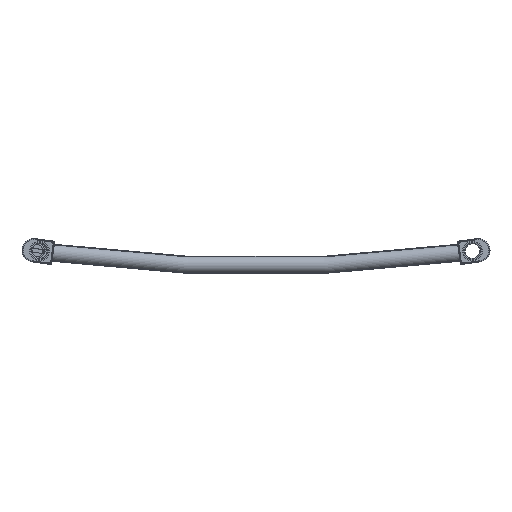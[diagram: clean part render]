
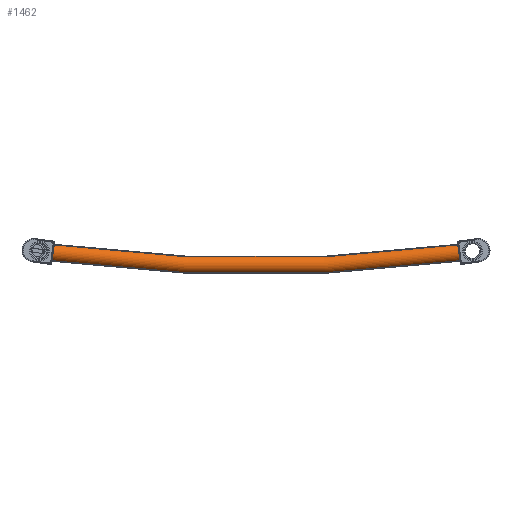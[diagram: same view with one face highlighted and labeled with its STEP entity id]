
A CAD part, front view. The second image highlights one B-rep face of the part: STEP entity #1462.
In plain terms, the highlighted toroidal (fillet/blend) face has major radius 1964.78 mm and minor radius 11 mm.
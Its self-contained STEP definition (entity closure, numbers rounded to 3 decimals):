
#1354=CARTESIAN_POINT('',(261.725,0.,0.));
#1355=DIRECTION('',(-0.991,0.133,0.));
#1356=DIRECTION('',(-0.133,-0.991,0.));
#1357=AXIS2_PLACEMENT_3D('',#1354,#1355,#1356);
#1374=CARTESIAN_POINT('',(0.,-1947.269,0.));
#1375=DIRECTION('',(0.,0.,1.));
#1376=DIRECTION('',(0.133,0.991,0.));
#1377=AXIS2_PLACEMENT_3D('',#1374,#1375,#1376);
#1379=CARTESIAN_POINT('',(0.,-1947.269,0.));
#1380=DIRECTION('',(0.,0.,1.));
#1381=DIRECTION('',(0.133,0.991,0.));
#1382=AXIS2_PLACEMENT_3D('',#1379,#1380,#1381);
#1384=CARTESIAN_POINT('',(-261.725,0.,0.));
#1385=DIRECTION('',(-0.991,-0.133,0.));
#1386=DIRECTION('',(0.133,-0.991,0.));
#1387=AXIS2_PLACEMENT_3D('',#1384,#1385,#1386);
#1414=CARTESIAN_POINT('',(260.26,-10.902,0.));
#1415=CARTESIAN_POINT('',(263.19,10.902,0.));
#1416=VERTEX_POINT('',#1414);
#1417=VERTEX_POINT('',#1415);
#1418=CARTESIAN_POINT('',(-260.26,-10.902,0.));
#1419=CARTESIAN_POINT('',(-263.19,10.902,0.));
#1420=VERTEX_POINT('',#1418);
#1421=VERTEX_POINT('',#1419);
#1448=CARTESIAN_POINT('',(0.,-1947.269,0.));
#1449=DIRECTION('',(0.,0.,1.));
#1450=DIRECTION('',(-0.133,-0.991,0.));
#1451=AXIS2_PLACEMENT_3D('',#1448,#1449,#1450);
#1452=TOROIDAL_SURFACE('',#1451,1964.779,11.);
#1453=ORIENTED_EDGE('',*,*,#1435,.F.);
#1455=ORIENTED_EDGE('',*,*,#1454,.T.);
#1457=ORIENTED_EDGE('',*,*,#1456,.T.);
#1459=ORIENTED_EDGE('',*,*,#1458,.F.);
#1460=EDGE_LOOP('',(#1453,#1455,#1457,#1459));
#1461=FACE_OUTER_BOUND('',#1460,.F.);
#1358=CIRCLE('',#1357,11.);
#1378=CIRCLE('',#1377,1953.779);
#1383=CIRCLE('',#1382,1975.779);
#1388=CIRCLE('',#1387,11.);
#1435=EDGE_CURVE('',#1416,#1417,#1358,.T.);
#1454=EDGE_CURVE('',#1416,#1420,#1378,.T.);
#1456=EDGE_CURVE('',#1420,#1421,#1388,.T.);
#1458=EDGE_CURVE('',#1417,#1421,#1383,.T.);
#1462=ADVANCED_FACE('',(#1461),#1452,.T.);
